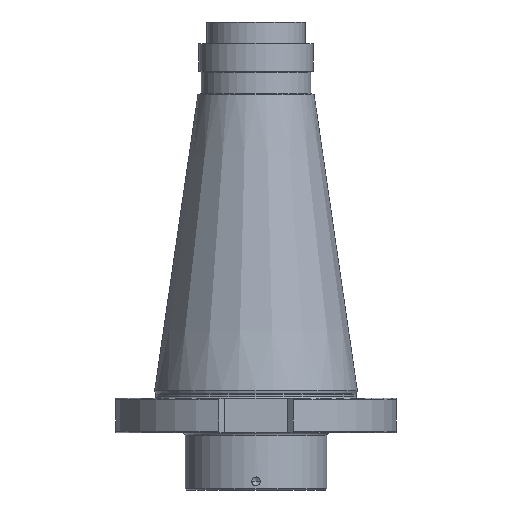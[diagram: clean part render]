
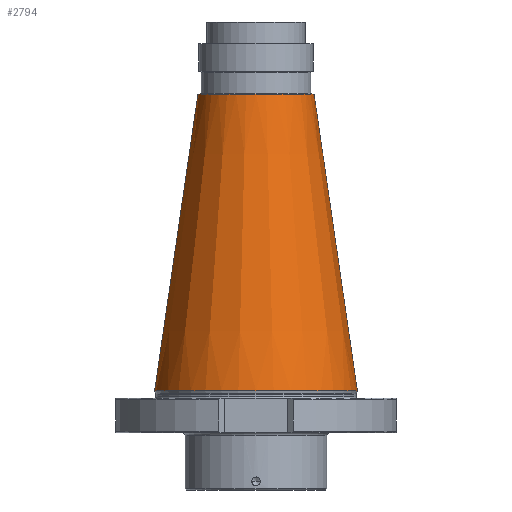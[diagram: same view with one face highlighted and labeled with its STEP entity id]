
A CAD part, left-side view. The second image highlights one B-rep face of the part: STEP entity #2794.
In plain terms, the highlighted conical face has half-angle 8.297 degrees and reference radius 27.553 mm.
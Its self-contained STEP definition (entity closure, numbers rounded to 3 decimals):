
#1239=DIRECTION('',(0.,0.144,0.99));
#1240=VECTOR('',#1239,103.584);
#1241=CARTESIAN_POINT('',(0.,20.079,-101.8));
#1242=LINE('',#1241,#1240);
#1246=DIRECTION('',(0.,-0.144,0.99));
#1247=VECTOR('',#1246,103.584);
#1248=CARTESIAN_POINT('',(0.,-20.079,-101.8));
#1249=LINE('',#1248,#1247);
#1261=CARTESIAN_POINT('',(0.,0.,-101.8));
#1262=DIRECTION('',(0.,0.,-1.));
#1263=DIRECTION('',(0.,1.,0.));
#1264=AXIS2_PLACEMENT_3D('',#1261,#1262,#1263);
#1269=CARTESIAN_POINT('',(0.,0.,0.7));
#1270=DIRECTION('',(0.,0.,-1.));
#1271=DIRECTION('',(0.,1.,0.));
#1272=AXIS2_PLACEMENT_3D('',#1269,#1270,#1271);
#1640=CARTESIAN_POINT('',(0.,35.027,0.7));
#1642=VERTEX_POINT('',#1640);
#1657=CARTESIAN_POINT('',(0.,-35.027,0.7));
#1659=VERTEX_POINT('',#1657);
#1701=CARTESIAN_POINT('',(0.,20.079,-101.8));
#1702=VERTEX_POINT('',#1701);
#1711=CARTESIAN_POINT('',(0.,-20.079,-101.8));
#1712=VERTEX_POINT('',#1711);
#2782=CARTESIAN_POINT('',(0.,0.,-50.55));
#2783=DIRECTION('',(0.,0.,1.));
#2784=DIRECTION('',(0.,1.,0.));
#2785=AXIS2_PLACEMENT_3D('',#2782,#2783,#2784);
#2786=CONICAL_SURFACE('',#2785,27.553,8.297);
#2787=ORIENTED_EDGE('',*,*,#2772,.F.);
#2788=ORIENTED_EDGE('',*,*,#2758,.T.);
#2789=ORIENTED_EDGE('',*,*,#2776,.T.);
#2791=ORIENTED_EDGE('',*,*,#2790,.F.);
#2792=EDGE_LOOP('',(#2787,#2788,#2789,#2791));
#2793=FACE_OUTER_BOUND('',#2792,.F.);
#2794=ADVANCED_FACE('',(#2793),#2786,.T.);
#1265=CIRCLE('',#1264,20.079);
#1273=CIRCLE('',#1272,35.027);
#2758=EDGE_CURVE('',#1702,#1712,#1265,.T.);
#2772=EDGE_CURVE('',#1702,#1642,#1242,.T.);
#2776=EDGE_CURVE('',#1712,#1659,#1249,.T.);
#2790=EDGE_CURVE('',#1642,#1659,#1273,.T.);
